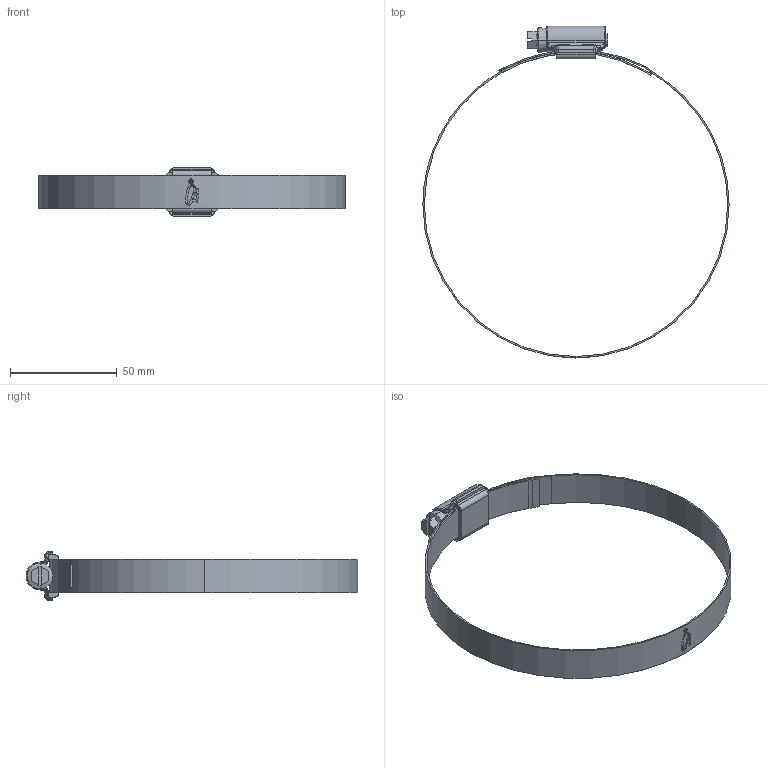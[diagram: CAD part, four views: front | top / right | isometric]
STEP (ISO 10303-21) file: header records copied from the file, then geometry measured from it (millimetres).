
FILE_DESCRIPTION (( 'STEP AP214' ), '1' );
FILE_NAME ('TRI-60-PWG-562.step', '2025-08-26T15:31:45', ( '' ), ( '' ), 'SwSTEP 2.0', 'SolidWorks 2025', '' );
FILE_SCHEMA (( 'AUTOMOTIVE_DESIGN' ));
Length unit declared in the file: millimetre
Products named in the file (1): TRI-60-PWG-562
Bounding box: 143.38 x 155.39 x 23 mm (x, y, z)
Volume: 10936.6 mm3; surface area: 21974.9 mm2
Topology: 4 solids, 4 shells, 268 faces, 737 edges, 476 vertices
Faces by surface type: cylinder 102, plane 87, bspline 65, cone 8, torus 6
Entity records: 10169 total; most frequent: CARTESIAN_POINT 3927, ORIENTED_EDGE 1466, DIRECTION 1025, EDGE_CURVE 733, VERTEX_POINT 476, VECTOR 369, LINE 369, AXIS2_PLACEMENT_3D 328
